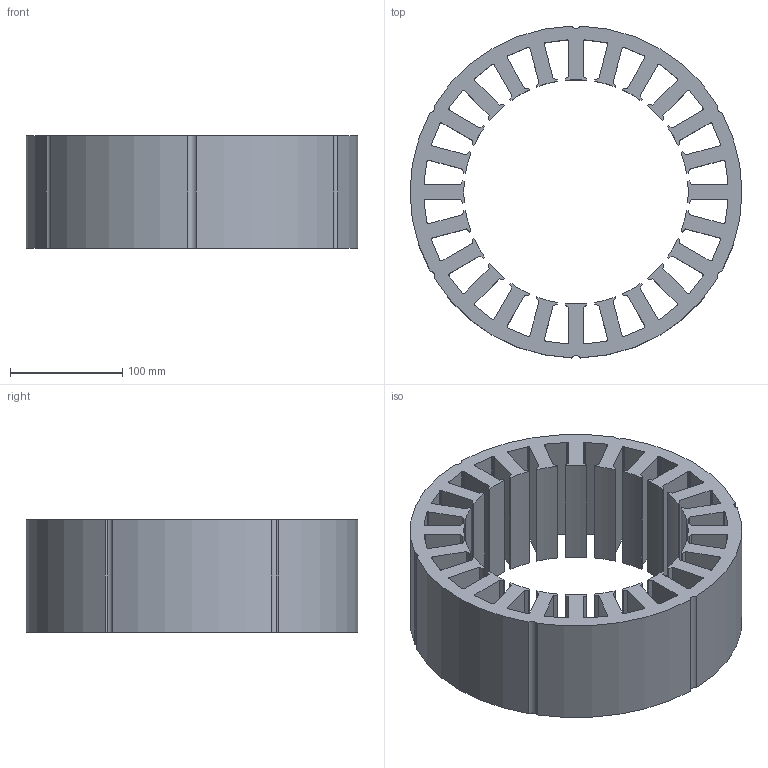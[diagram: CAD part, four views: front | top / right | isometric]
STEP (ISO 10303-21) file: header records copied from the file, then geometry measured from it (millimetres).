
FILE_DESCRIPTION (( 'STEP AP203' ), '1' );
FILE_NAME ('stator.STEP', '2018-03-23T11:23:07', ( '' ), ( '' ), 'SwSTEP 2.0', 'SolidWorks 2017', '' );
FILE_SCHEMA (( 'CONFIG_CONTROL_DESIGN' ));
Length unit declared in the file: millimetre
Products named in the file (1): stator
Bounding box: 296 x 295.89 x 100 mm (x, y, z)
Volume: 2263292.4 mm3; surface area: 416983.2 mm2
Topology: 1 solids, 1 shells, 546 faces, 1632 edges, 1088 vertices
Faces by surface type: plane 506, cylinder 40
Entity records: 18137 total; most frequent: CARTESIAN_POINT 3267, ORIENTED_EDGE 3264, DIRECTION 2806, EDGE_CURVE 1632, VECTOR 1552, LINE 1552, VERTEX_POINT 1088, AXIS2_PLACEMENT_3D 627
